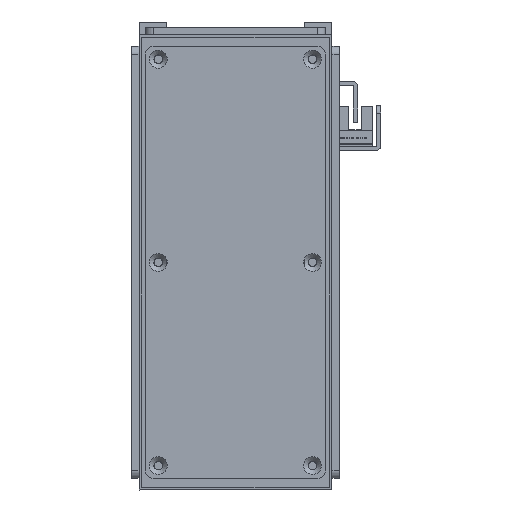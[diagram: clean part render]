
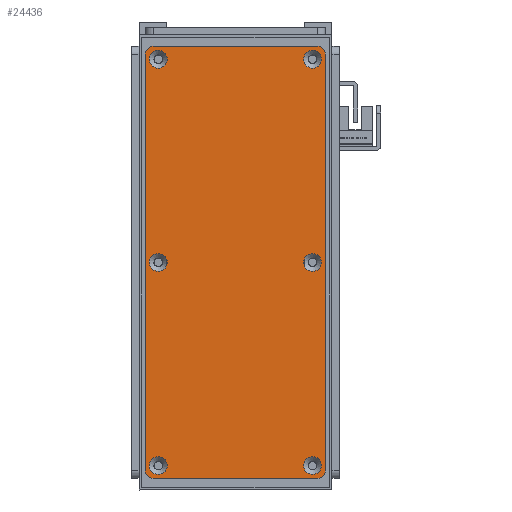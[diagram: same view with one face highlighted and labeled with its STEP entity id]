
A CAD part, left-side view. The second image highlights one B-rep face of the part: STEP entity #24436.
In plain terms, the highlighted face is planar.
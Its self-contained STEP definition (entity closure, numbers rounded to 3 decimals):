
#908=FACE_BOUND('',#5144,.T.);
#909=FACE_BOUND('',#5145,.T.);
#910=FACE_BOUND('',#5146,.T.);
#911=FACE_BOUND('',#5147,.T.);
#912=FACE_BOUND('',#5148,.T.);
#913=FACE_BOUND('',#5149,.T.);
#1536=PLANE('',#27389);
#3400=FACE_OUTER_BOUND('',#5143,.T.);
#5143=EDGE_LOOP('',(#22858,#22859,#22860,#22861,#22862,#22863,#22864,#22865));
#5144=EDGE_LOOP('',(#22866));
#5145=EDGE_LOOP('',(#22867));
#5146=EDGE_LOOP('',(#22868));
#5147=EDGE_LOOP('',(#22869));
#5148=EDGE_LOOP('',(#22870));
#5149=EDGE_LOOP('',(#22871));
#7217=LINE('',#42345,#9286);
#7220=LINE('',#42353,#9289);
#7223=LINE('',#42361,#9292);
#7226=LINE('',#42368,#9295);
#9286=VECTOR('',#34514,10.);
#9289=VECTOR('',#34523,10.);
#9292=VECTOR('',#34532,10.);
#9295=VECTOR('',#34541,10.);
#10527=CIRCLE('',#27343,3.45);
#10530=CIRCLE('',#27348,3.45);
#10533=CIRCLE('',#27353,3.45);
#10536=CIRCLE('',#27358,3.45);
#10539=CIRCLE('',#27363,3.45);
#10542=CIRCLE('',#27368,3.45);
#10549=CIRCLE('',#27378,3.);
#10550=CIRCLE('',#27381,3.);
#10551=CIRCLE('',#27384,3.);
#10552=CIRCLE('',#27387,3.);
#12766=VERTEX_POINT('',#42261);
#12769=VERTEX_POINT('',#42271);
#12772=VERTEX_POINT('',#42281);
#12775=VERTEX_POINT('',#42291);
#12778=VERTEX_POINT('',#42301);
#12781=VERTEX_POINT('',#42311);
#12792=VERTEX_POINT('',#42338);
#12793=VERTEX_POINT('',#42340);
#12794=VERTEX_POINT('',#42344);
#12795=VERTEX_POINT('',#42348);
#12796=VERTEX_POINT('',#42352);
#12797=VERTEX_POINT('',#42356);
#12798=VERTEX_POINT('',#42360);
#12799=VERTEX_POINT('',#42364);
#16112=EDGE_CURVE('',#12766,#12766,#10527,.T.);
#16117=EDGE_CURVE('',#12769,#12769,#10530,.T.);
#16122=EDGE_CURVE('',#12772,#12772,#10533,.T.);
#16127=EDGE_CURVE('',#12775,#12775,#10536,.T.);
#16132=EDGE_CURVE('',#12778,#12778,#10539,.T.);
#16137=EDGE_CURVE('',#12781,#12781,#10542,.T.);
#16151=EDGE_CURVE('',#12793,#12792,#10549,.T.);
#16153=EDGE_CURVE('',#12794,#12793,#7217,.T.);
#16155=EDGE_CURVE('',#12795,#12794,#10550,.T.);
#16157=EDGE_CURVE('',#12796,#12795,#7220,.T.);
#16159=EDGE_CURVE('',#12797,#12796,#10551,.T.);
#16161=EDGE_CURVE('',#12798,#12797,#7223,.T.);
#16163=EDGE_CURVE('',#12799,#12798,#10552,.T.);
#16165=EDGE_CURVE('',#12792,#12799,#7226,.T.);
#22858=ORIENTED_EDGE('',*,*,#16165,.T.);
#22859=ORIENTED_EDGE('',*,*,#16163,.T.);
#22860=ORIENTED_EDGE('',*,*,#16161,.T.);
#22861=ORIENTED_EDGE('',*,*,#16159,.T.);
#22862=ORIENTED_EDGE('',*,*,#16157,.T.);
#22863=ORIENTED_EDGE('',*,*,#16155,.T.);
#22864=ORIENTED_EDGE('',*,*,#16153,.T.);
#22865=ORIENTED_EDGE('',*,*,#16151,.T.);
#22866=ORIENTED_EDGE('',*,*,#16112,.T.);
#22867=ORIENTED_EDGE('',*,*,#16117,.T.);
#22868=ORIENTED_EDGE('',*,*,#16122,.T.);
#22869=ORIENTED_EDGE('',*,*,#16127,.T.);
#22870=ORIENTED_EDGE('',*,*,#16132,.T.);
#22871=ORIENTED_EDGE('',*,*,#16137,.T.);
#24436=ADVANCED_FACE('',(#3400,#908,#909,#910,#911,#912,#913),#1536,.T.);
#27343=AXIS2_PLACEMENT_3D('',#42262,#34422,#34423);
#27348=AXIS2_PLACEMENT_3D('',#42272,#34434,#34435);
#27353=AXIS2_PLACEMENT_3D('',#42282,#34446,#34447);
#27358=AXIS2_PLACEMENT_3D('',#42292,#34458,#34459);
#27363=AXIS2_PLACEMENT_3D('',#42302,#34470,#34471);
#27368=AXIS2_PLACEMENT_3D('',#42312,#34482,#34483);
#27378=AXIS2_PLACEMENT_3D('',#42341,#34509,#34510);
#27381=AXIS2_PLACEMENT_3D('',#42349,#34518,#34519);
#27384=AXIS2_PLACEMENT_3D('',#42357,#34527,#34528);
#27387=AXIS2_PLACEMENT_3D('',#42365,#34536,#34537);
#27389=AXIS2_PLACEMENT_3D('',#42369,#34542,#34543);
#34422=DIRECTION('center_axis',(0.,0.,-1.));
#34423=DIRECTION('ref_axis',(1.,0.,0.));
#34434=DIRECTION('center_axis',(0.,0.,-1.));
#34435=DIRECTION('ref_axis',(1.,0.,0.));
#34446=DIRECTION('center_axis',(0.,0.,-1.));
#34447=DIRECTION('ref_axis',(1.,0.,0.));
#34458=DIRECTION('center_axis',(0.,0.,-1.));
#34459=DIRECTION('ref_axis',(1.,0.,0.));
#34470=DIRECTION('center_axis',(0.,0.,-1.));
#34471=DIRECTION('ref_axis',(1.,0.,0.));
#34482=DIRECTION('center_axis',(0.,0.,-1.));
#34483=DIRECTION('ref_axis',(1.,0.,0.));
#34509=DIRECTION('center_axis',(0.,0.,1.));
#34510=DIRECTION('ref_axis',(-1.,0.,0.));
#34514=DIRECTION('',(0.,1.,0.));
#34518=DIRECTION('center_axis',(0.,0.,1.));
#34519=DIRECTION('ref_axis',(0.,1.,0.));
#34523=DIRECTION('',(1.,0.,0.));
#34527=DIRECTION('center_axis',(0.,0.,1.));
#34528=DIRECTION('ref_axis',(1.,0.,0.));
#34532=DIRECTION('',(0.,-1.,0.));
#34536=DIRECTION('center_axis',(0.,0.,1.));
#34537=DIRECTION('ref_axis',(0.,-1.,0.));
#34541=DIRECTION('',(-1.,0.,0.));
#34542=DIRECTION('center_axis',(0.,0.,1.));
#34543=DIRECTION('ref_axis',(1.,0.,0.));
#42261=CARTESIAN_POINT('',(-3.45,30.,1.5));
#42262=CARTESIAN_POINT('Origin',(0.,30.,1.5));
#42271=CARTESIAN_POINT('',(75.55,-30.,1.5));
#42272=CARTESIAN_POINT('Origin',(79.,-30.,1.5));
#42281=CARTESIAN_POINT('',(-82.45,30.,1.5));
#42282=CARTESIAN_POINT('Origin',(-79.,30.,1.5));
#42291=CARTESIAN_POINT('',(75.55,30.,1.5));
#42292=CARTESIAN_POINT('Origin',(79.,30.,1.5));
#42301=CARTESIAN_POINT('',(-82.45,-30.,1.5));
#42302=CARTESIAN_POINT('Origin',(-79.,-30.,1.5));
#42311=CARTESIAN_POINT('',(-3.45,-30.,1.5));
#42312=CARTESIAN_POINT('Origin',(0.,-30.,1.5));
#42338=CARTESIAN_POINT('',(81.,35.,1.5));
#42340=CARTESIAN_POINT('',(84.,32.,1.5));
#42341=CARTESIAN_POINT('Origin',(81.,32.,1.5));
#42344=CARTESIAN_POINT('',(84.,-32.,1.5));
#42345=CARTESIAN_POINT('',(84.,32.,1.5));
#42348=CARTESIAN_POINT('',(81.,-35.,1.5));
#42349=CARTESIAN_POINT('Origin',(81.,-32.,1.5));
#42352=CARTESIAN_POINT('',(-81.,-35.,1.5));
#42353=CARTESIAN_POINT('',(81.,-35.,1.5));
#42356=CARTESIAN_POINT('',(-84.,-32.,1.5));
#42357=CARTESIAN_POINT('Origin',(-81.,-32.,1.5));
#42360=CARTESIAN_POINT('',(-84.,32.,1.5));
#42361=CARTESIAN_POINT('',(-84.,-32.,1.5));
#42364=CARTESIAN_POINT('',(-81.,35.,1.5));
#42365=CARTESIAN_POINT('Origin',(-81.,32.,1.5));
#42368=CARTESIAN_POINT('',(-81.,35.,1.5));
#42369=CARTESIAN_POINT('Origin',(0.,0.,
1.5));
